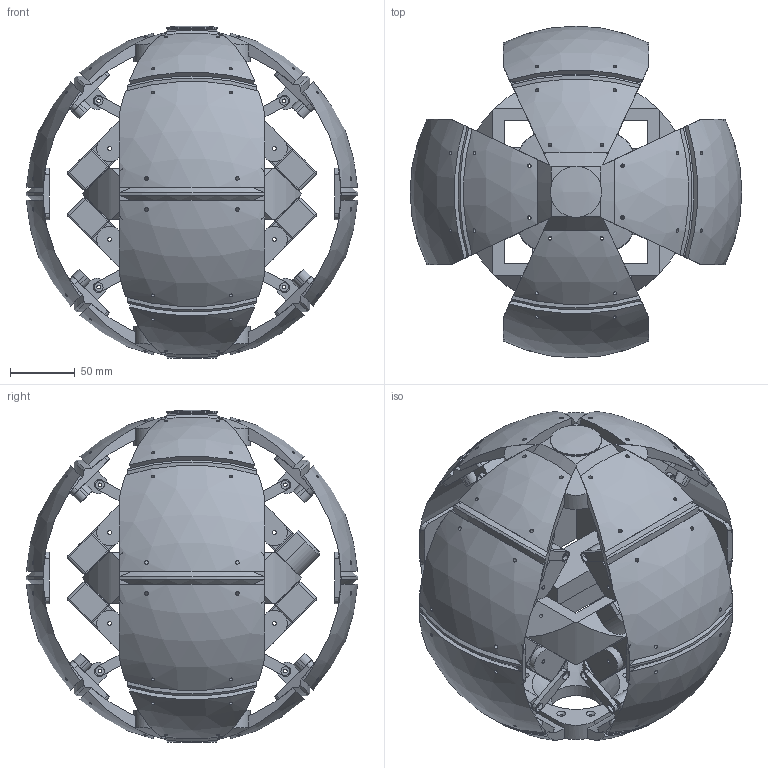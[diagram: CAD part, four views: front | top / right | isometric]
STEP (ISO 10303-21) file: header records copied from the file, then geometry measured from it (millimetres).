
FILE_DESCRIPTION(/* description */ (''),/* implementation_level */ '2;1');
FILE_NAME(/* name */ '04d16255-2fc9-4a0a-bdf1-735bd619f41c.stp',/* time_stamp */ '2021-08-22T18:13:32+00:00',/* author */ (''),/* organization */ (''),/* preprocessor_version */ 'ST-DEVELOPER v18.1',/* originating_system */ 'Autodesk Translation Framework v10.10.0.1391',/* authorisation */ '');
FILE_SCHEMA (('AUTOMOTIVE_DESIGN { 1 0 10303 214 3 1 1 }'));
Products named in the file (6): morph06; ball; servo v2; servo v2(Mirror)(Mirror); servo v2(Mirror); servo v2(Mirror) (1)
Assembly tree (9 placements, depth 2):
  morph06
    servo v2  x2
    servo v2(Mirror)  x2
    servo v2(Mirror) (1)  x2
    servo v2(Mirror)(Mirror)  x2
    ball
Bounding box: 255.99 x 255.99 x 256.2 mm (x, y, z)
Volume: 2524552.5 mm3; surface area: 754040.5 mm2
Topology: 91 solids, 91 shells, 1849 faces, 4597 edges, 2970 vertices
Faces by surface type: cylinder 843, plane 669, cone 159, sphere 128, bspline 48, torus 2
Full cylindrical faces by diameter (mm): 2.8 x304, 3 x24, 3.8 x2, 10 x2, 14 x16, 20 x16, 37.5 x1, 38 x2, 39.5 x2
Entity records: 47160 total; most frequent: CARTESIAN_POINT 16147, ORIENTED_EDGE 6362, DIRECTION 6165, EDGE_CURVE 3181, AXIS2_PLACEMENT_3D 2400, VERTEX_POINT 2090, EDGE_LOOP 1731, LINE 1365
